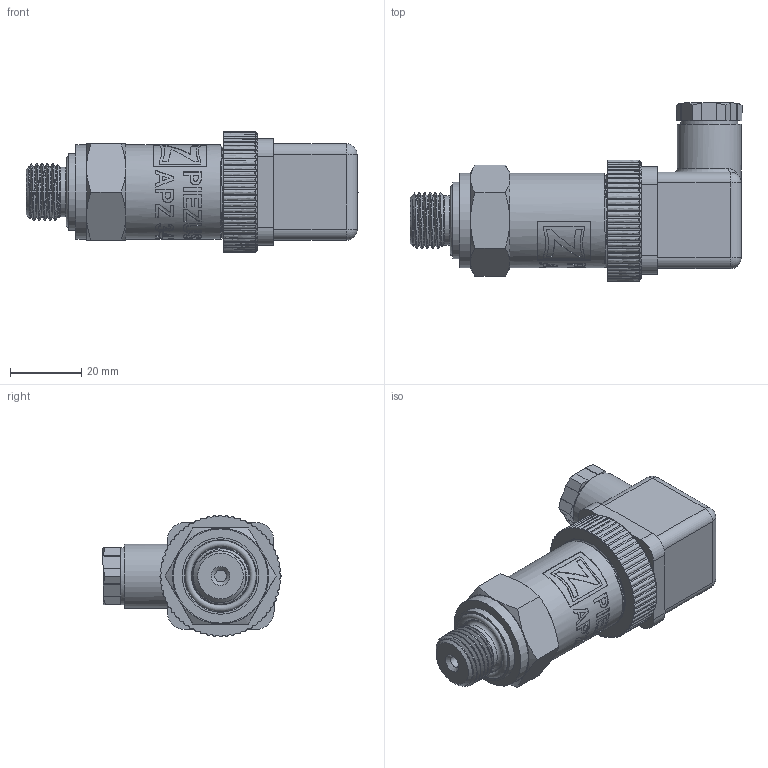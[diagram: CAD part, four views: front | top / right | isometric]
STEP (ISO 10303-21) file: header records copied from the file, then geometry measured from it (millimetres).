
FILE_DESCRIPTION(/* description */ (''),/* implementation_level */ '2;1');
FILE_NAME(/* name */ 'APZ3421_M16x1,5DIN_DIN43650A.step',/* time_stamp */ '2021-06-23T15:39:15+03:00',/* author */ (''),/* organization */ (''),/* preprocessor_version */ 'ST-DEVELOPER v18.1',/* originating_system */ 'Autodesk Translation Framework v10.9.0.1377',/* authorisation */ '');
FILE_SCHEMA (('AUTOMOTIVE_DESIGN { 1 0 10303 214 3 1 1 }'));
Length unit declared in the file: millimetre
Products named in the file (5): APZ3421_M16x1,5DIN_DIN43650A; M16x1,5 DIN; OMAL nut M27x1.5 v8; DIN 43650A female part 28 mm high v6; DIN 43650A male Hirshmann round base v3
Assembly tree (4 placements, depth 2):
  APZ3421_M16x1,5DIN_DIN43650A
    M16x1,5 DIN
    OMAL nut M27x1.5 v8
    DIN 43650A female part 28 mm high v6
    DIN 43650A male Hirshmann round base v3
Bounding box: 93.25 x 50.02 x 34 mm (x, y, z)
Volume: 58436.7 mm3; surface area: 20376.4 mm2
Topology: 5 solids, 5 shells, 1359 faces, 3756 edges, 2503 vertices
Faces by surface type: plane 563, bspline 535, cylinder 206, cone 31, torus 18, sphere 6
Full cylindrical faces by diameter (mm): 1.6 x4, 1.65 x4, 2 x1, 2.2 x1, 2.537 x16, 2.579 x1, 3.2 x1, 3.3 x1, 5 x1, 6 x1, 7.8 x1, 8 x1, 10 x1, 13.8 x1, 14.137 x5, 15.85 x5, 16 x1, 16.4 x1, 18 x1, 20 x1, 21 x1, 21.4 x2, 21.5 x1, 22 x1, 22.4 x1, 24.4 x1, 25.132 x4, 25.526 x4, 26.5 x6, 27.208 x5
Entity records: 80063 total; most frequent: CARTESIAN_POINT 48212, ORIENTED_EDGE 7508, DIRECTION 4884, EDGE_CURVE 3754, VERTEX_POINT 2503, LINE 2002, VECTOR 2002, EDGE_LOOP 1477
